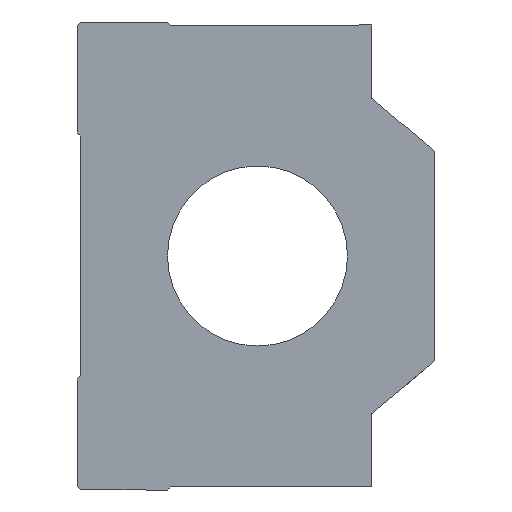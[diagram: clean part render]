
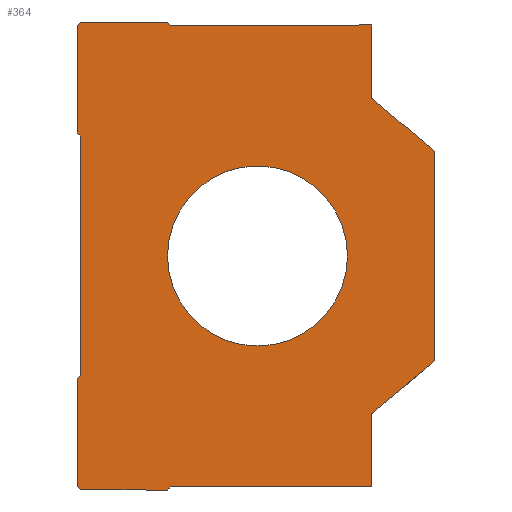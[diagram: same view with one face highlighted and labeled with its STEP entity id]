
A CAD part, left-side view. The second image highlights one B-rep face of the part: STEP entity #364.
In plain terms, the highlighted planar face has unit normal (-1, 0, 0).
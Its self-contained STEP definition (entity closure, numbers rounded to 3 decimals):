
#3 = EDGE_CURVE ( 'NONE', #477, #480, #778, .T. ) ;
#5 = EDGE_CURVE ( 'NONE', #510, #477, #735, .T. ) ;
#7 = EDGE_CURVE ( 'NONE', #466, #464, #828, .T. ) ;
#9 = EDGE_CURVE ( 'NONE', #472, #466, #807, .T. ) ;
#17 = EDGE_CURVE ( 'NONE', #499, #485, #768, .T. ) ;
#18 = EDGE_CURVE ( 'NONE', #480, #475, #834, .T. ) ;
#19 = EDGE_CURVE ( 'NONE', #485, #487, #795, .T. ) ;
#21 = EDGE_CURVE ( 'NONE', #509, #510, #777, .T. ) ;
#36 = AXIS2_PLACEMENT_3D ( 'NONE', #283, #285, #280 ) ;
#77 = CARTESIAN_POINT ( 'NONE',  ( -38., 29.5, 39. ) ) ;
#85 = EDGE_CURVE ( 'NONE', #503, #467, #815, .T. ) ;
#88 = EDGE_CURVE ( 'NONE', #483, #503, #870, .T. ) ;
#89 = EDGE_CURVE ( 'NONE', #467, #473, #871, .T. ) ;
#92 = EDGE_CURVE ( 'NONE', #484, #483, #859, .T. ) ;
#94 = EDGE_CURVE ( 'NONE', #427, #427, #754, .T. ) ;
#96 = EDGE_CURVE ( 'NONE', #473, #509, #729, .T. ) ;
#111 = CARTESIAN_POINT ( 'NONE',  ( -38., -19., -38.5 ) ) ;
#112 = EDGE_CURVE ( 'NONE', #487, #484, #857, .T. ) ;
#113 = EDGE_CURVE ( 'NONE', #475, #488, #734, .T. ) ;
#118 = EDGE_CURVE ( 'NONE', #481, #472, #841, .T. ) ;
#124 = CARTESIAN_POINT ( 'NONE',  ( -38., -19., -26.311 ) ) ;
#127 = DIRECTION ( 'NONE',  ( 0., 0., -1. ) ) ;
#129 = DIRECTION ( 'NONE',  ( 0., -0.766, -0.643 ) ) ;
#131 = CARTESIAN_POINT ( 'NONE',  ( -38., -29.5, 17.5 ) ) ;
#133 = DIRECTION ( 'NONE',  ( 0., -1., 0. ) ) ;
#135 = DIRECTION ( 'NONE',  ( 0., 0., -1. ) ) ;
#140 = CARTESIAN_POINT ( 'NONE',  ( -38., 30., 20.5 ) ) ;
#143 = DIRECTION ( 'NONE',  ( 0., 0., 1. ) ) ;
#144 = CARTESIAN_POINT ( 'NONE',  ( -38., 14.5, -38.5 ) ) ;
#145 = DIRECTION ( 'NONE',  ( 0., 0.707, 0.707 ) ) ;
#158 = CARTESIAN_POINT ( 'NONE',  ( -38., 30., 38.5 ) ) ;
#159 = CARTESIAN_POINT ( 'NONE',  ( -38., 14.5, 38.5 ) ) ;
#160 = CARTESIAN_POINT ( 'NONE',  ( -38., 15., -39. ) ) ;
#161 = DIRECTION ( 'NONE',  ( 0., 0., 1. ) ) ;
#176 = DIRECTION ( 'NONE',  ( 1., 0., 0. ) ) ;
#177 = DIRECTION ( 'NONE',  ( 0., 1., 0. ) ) ;
#182 = DIRECTION ( 'NONE',  ( 0., 0., -1. ) ) ;
#187 = CARTESIAN_POINT ( 'NONE',  ( -38., -19., -26.311 ) ) ;
#192 = DIRECTION ( 'NONE',  ( 0., 0.707, -0.707 ) ) ;
#196 = CARTESIAN_POINT ( 'NONE',  ( -38., 29.5, -20. ) ) ;
#197 = DIRECTION ( 'NONE',  ( 0., 0., -1. ) ) ;
#198 = DIRECTION ( 'NONE',  ( 0., -0.707, 0.707 ) ) ;
#200 = CARTESIAN_POINT ( 'NONE',  ( -38., -19., 38.5 ) ) ;
#207 = DIRECTION ( 'NONE',  ( 0., 0., 1. ) ) ;
#208 = DIRECTION ( 'NONE',  ( 0., 0.766, -0.643 ) ) ;
#225 = CARTESIAN_POINT ( 'NONE',  ( -38., -29.5, 17.5 ) ) ;
#229 = CARTESIAN_POINT ( 'NONE',  ( -38., -19., 38.5 ) ) ;
#231 = DIRECTION ( 'NONE',  ( 0., -1., 0. ) ) ;
#235 = DIRECTION ( 'NONE',  ( 0., -0.707, -0.707 ) ) ;
#236 = CARTESIAN_POINT ( 'NONE',  ( -38., 15., 39. ) ) ;
#238 = CARTESIAN_POINT ( 'NONE',  ( -38., -29.5, -17.5 ) ) ;
#241 = CARTESIAN_POINT ( 'NONE',  ( -38., 29.5, 20. ) ) ;
#248 = CARTESIAN_POINT ( 'NONE',  ( -38., 30., -20.5 ) ) ;
#257 = CARTESIAN_POINT ( 'NONE',  ( -38., 0., 0. ) ) ;
#258 = AXIS2_PLACEMENT_3D ( 'NONE', #257, #176, #127 ) ;
#261 = CARTESIAN_POINT ( 'NONE',  ( -38., 30., 38.5 ) ) ;
#263 = EDGE_CURVE ( 'NONE', #464, #499, #822, .T. ) ;
#268 = EDGE_CURVE ( 'NONE', #488, #481, #698, .T. ) ;
#273 = PLANE ( 'NONE',  #36 ) ;
#280 = DIRECTION ( 'NONE',  ( 0., 0., 1. ) ) ;
#283 = CARTESIAN_POINT ( 'NONE',  ( -38., -19., -38.5 ) ) ;
#285 = DIRECTION ( 'NONE',  ( -1., 0., 0. ) ) ;
#364 = ADVANCED_FACE ( 'NONE', ( #719, #670 ), #273, .T. ) ;
#390 = CARTESIAN_POINT ( 'NONE',  ( -38., 30., 20.5 ) ) ;
#392 = CARTESIAN_POINT ( 'NONE',  ( -38., 30., -20.5 ) ) ;
#394 = CARTESIAN_POINT ( 'NONE',  ( -38., 29.5, -39. ) ) ;
#396 = CARTESIAN_POINT ( 'NONE',  ( -38., 30., -38.5 ) ) ;
#397 = CARTESIAN_POINT ( 'NONE',  ( -38., 29.5, 20. ) ) ;
#399 = CARTESIAN_POINT ( 'NONE',  ( -38., -29.5, 17.5 ) ) ;
#400 = CARTESIAN_POINT ( 'NONE',  ( -38., -19., 26.311 ) ) ;
#401 = CARTESIAN_POINT ( 'NONE',  ( -38., 14.5, 38.5 ) ) ;
#403 = CARTESIAN_POINT ( 'NONE',  ( -38., -19., 38.5 ) ) ;
#404 = CARTESIAN_POINT ( 'NONE',  ( -38., 29.5, -20. ) ) ;
#409 = CARTESIAN_POINT ( 'NONE',  ( -38., 15., 39. ) ) ;
#413 = CARTESIAN_POINT ( 'NONE',  ( -38., -29.5, -17.5 ) ) ;
#415 = CARTESIAN_POINT ( 'NONE',  ( -38., 14.5, -38.5 ) ) ;
#416 = CARTESIAN_POINT ( 'NONE',  ( -38., 15., -39. ) ) ;
#427 = VERTEX_POINT ( 'NONE', #428 ) ;
#428 = CARTESIAN_POINT ( 'NONE',  ( -38., 0., -15. ) ) ;
#464 = VERTEX_POINT ( 'NONE', #77 ) ;
#466 = VERTEX_POINT ( 'NONE', #261 ) ;
#467 = VERTEX_POINT ( 'NONE', #124 ) ;
#472 = VERTEX_POINT ( 'NONE', #390 ) ;
#473 = VERTEX_POINT ( 'NONE', #111 ) ;
#475 = VERTEX_POINT ( 'NONE', #392 ) ;
#477 = VERTEX_POINT ( 'NONE', #394 ) ;
#480 = VERTEX_POINT ( 'NONE', #396 ) ;
#481 = VERTEX_POINT ( 'NONE', #397 ) ;
#483 = VERTEX_POINT ( 'NONE', #399 ) ;
#484 = VERTEX_POINT ( 'NONE', #400 ) ;
#485 = VERTEX_POINT ( 'NONE', #401 ) ;
#487 = VERTEX_POINT ( 'NONE', #403 ) ;
#488 = VERTEX_POINT ( 'NONE', #404 ) ;
#493 = DIRECTION ( 'NONE',  ( 0., -0.707, 0.707 ) ) ;
#498 = CARTESIAN_POINT ( 'NONE',  ( -38., 29.5, 39. ) ) ;
#499 = VERTEX_POINT ( 'NONE', #409 ) ;
#503 = VERTEX_POINT ( 'NONE', #413 ) ;
#505 = DIRECTION ( 'NONE',  ( 0., 1., 0. ) ) ;
#508 = CARTESIAN_POINT ( 'NONE',  ( -38., 29.5, -39. ) ) ;
#509 = VERTEX_POINT ( 'NONE', #415 ) ;
#510 = VERTEX_POINT ( 'NONE', #416 ) ;
#511 = DIRECTION ( 'NONE',  ( 0., 0.707, 0.707 ) ) ;
#516 = CARTESIAN_POINT ( 'NONE',  ( -38., 30., -38.5 ) ) ;
#526 = EDGE_LOOP ( 'NONE', ( #801 ) ) ;
#595 = EDGE_LOOP ( 'NONE', ( #733, #809, #746, #773, #829, #851, #789, #797, #732, #661, #867, #684, #668, #622, #601, #744, #614, #615 ) ) ;
#597 = VECTOR ( 'NONE', #198, 1000. ) ;
#601 = ORIENTED_EDGE ( 'NONE', *, *, #89, .F. ) ;
#614 = ORIENTED_EDGE ( 'NONE', *, *, #88, .F. ) ;
#615 = ORIENTED_EDGE ( 'NONE', *, *, #92, .F. ) ;
#622 = ORIENTED_EDGE ( 'NONE', *, *, #96, .F. ) ;
#661 = ORIENTED_EDGE ( 'NONE', *, *, #18, .F. ) ;
#668 = ORIENTED_EDGE ( 'NONE', *, *, #21, .F. ) ;
#670 = FACE_OUTER_BOUND ( 'NONE', #595, .T. ) ;
#684 = ORIENTED_EDGE ( 'NONE', *, *, #5, .F. ) ;
#697 = VECTOR ( 'NONE', #161, 1000. ) ;
#698 = LINE ( 'NONE', #241, #697 ) ;
#719 = FACE_BOUND ( 'NONE', #526, .T. ) ;
#729 = LINE ( 'NONE', #144, #756 ) ;
#732 = ORIENTED_EDGE ( 'NONE', *, *, #113, .F. ) ;
#733 = ORIENTED_EDGE ( 'NONE', *, *, #112, .F. ) ;
#734 = LINE ( 'NONE', #196, #597 ) ;
#735 = LINE ( 'NONE', #508, #787 ) ;
#738 = VECTOR ( 'NONE', #192, 1000. ) ;
#742 = VECTOR ( 'NONE', #207, 1000. ) ;
#744 = ORIENTED_EDGE ( 'NONE', *, *, #85, .F. ) ;
#746 = ORIENTED_EDGE ( 'NONE', *, *, #17, .F. ) ;
#754 = CIRCLE ( 'NONE', #258, 15. ) ;
#756 = VECTOR ( 'NONE', #177, 1000. ) ;
#763 = VECTOR ( 'NONE', #129, 1000. ) ;
#767 = VECTOR ( 'NONE', #235, 1000. ) ;
#768 = LINE ( 'NONE', #159, #767 ) ;
#771 = VECTOR ( 'NONE', #231, 1000. ) ;
#773 = ORIENTED_EDGE ( 'NONE', *, *, #263, .F. ) ;
#777 = LINE ( 'NONE', #160, #738 ) ;
#778 = LINE ( 'NONE', #516, #811 ) ;
#783 = VECTOR ( 'NONE', #182, 1000. ) ;
#785 = VECTOR ( 'NONE', #208, 1000. ) ;
#787 = VECTOR ( 'NONE', #505, 1000. ) ;
#789 = ORIENTED_EDGE ( 'NONE', *, *, #118, .F. ) ;
#795 = LINE ( 'NONE', #229, #813 ) ;
#797 = ORIENTED_EDGE ( 'NONE', *, *, #268, .F. ) ;
#801 = ORIENTED_EDGE ( 'NONE', *, *, #94, .T. ) ;
#803 = VECTOR ( 'NONE', #197, 1000. ) ;
#807 = LINE ( 'NONE', #158, #846 ) ;
#809 = ORIENTED_EDGE ( 'NONE', *, *, #19, .F. ) ;
#811 = VECTOR ( 'NONE', #511, 1000. ) ;
#813 = VECTOR ( 'NONE', #133, 1000. ) ;
#815 = LINE ( 'NONE', #238, #785 ) ;
#822 = LINE ( 'NONE', #236, #771 ) ;
#828 = LINE ( 'NONE', #498, #845 ) ;
#829 = ORIENTED_EDGE ( 'NONE', *, *, #7, .F. ) ;
#834 = LINE ( 'NONE', #248, #742 ) ;
#840 = VECTOR ( 'NONE', #145, 1000. ) ;
#841 = LINE ( 'NONE', #140, #840 ) ;
#845 = VECTOR ( 'NONE', #493, 1000. ) ;
#846 = VECTOR ( 'NONE', #143, 1000. ) ;
#851 = ORIENTED_EDGE ( 'NONE', *, *, #9, .F. ) ;
#857 = LINE ( 'NONE', #200, #803 ) ;
#859 = LINE ( 'NONE', #131, #763 ) ;
#864 = VECTOR ( 'NONE', #135, 1000. ) ;
#867 = ORIENTED_EDGE ( 'NONE', *, *, #3, .F. ) ;
#870 = LINE ( 'NONE', #225, #864 ) ;
#871 = LINE ( 'NONE', #187, #783 ) ;
